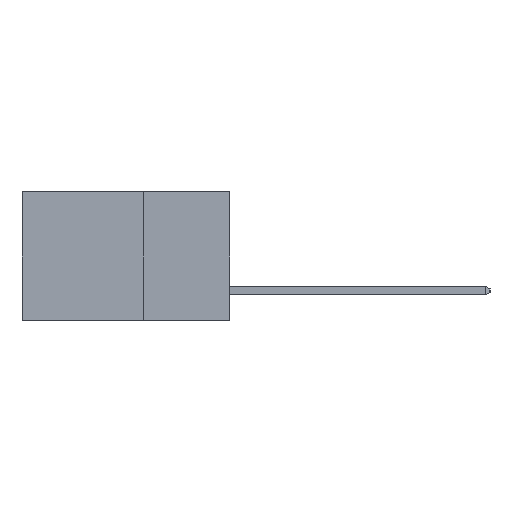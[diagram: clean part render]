
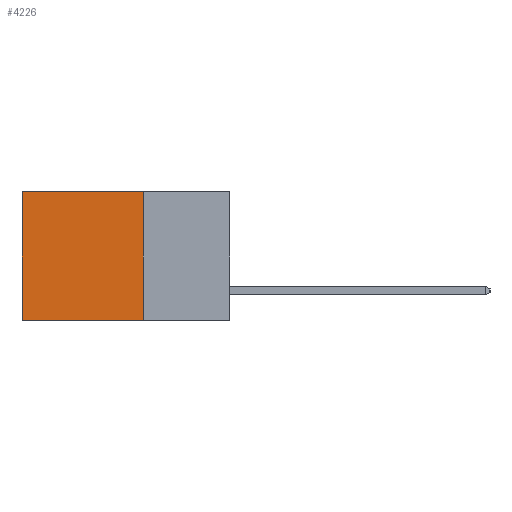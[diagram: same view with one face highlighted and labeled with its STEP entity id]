
A CAD part, left-side view. The second image highlights one B-rep face of the part: STEP entity #4226.
In plain terms, the highlighted planar face has unit normal (-1, 0, 0).
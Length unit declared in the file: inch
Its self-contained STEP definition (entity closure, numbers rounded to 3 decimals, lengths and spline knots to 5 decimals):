
#382 = EDGE_CURVE ( 'NONE', #8669, #5464, #1080, .T. ) ;
#797 = VECTOR ( 'NONE', #4576, 39.37008 ) ;
#846 = DIRECTION ( 'NONE',  ( 0., 1., 0. ) ) ;
#1080 = LINE ( 'NONE', #9071, #797 ) ;
#1558 = ORIENTED_EDGE ( 'NONE', *, *, #8065, .T. ) ;
#1888 = ORIENTED_EDGE ( 'NONE', *, *, #4528, .F. ) ;
#1944 = EDGE_LOOP ( 'NONE', ( #5954, #7563, #1888, #1558 ) ) ;
#2255 = CARTESIAN_POINT ( 'NONE',  ( 0.2615, 0.25, 0. ) ) ;
#3037 = EDGE_CURVE ( 'NONE', #4997, #5464, #9069, .T. ) ;
#3145 = VECTOR ( 'NONE', #846, 39.37008 ) ;
#3674 = LINE ( 'NONE', #5115, #9254 ) ;
#4226 = ADVANCED_FACE ( 'NONE', ( #7758 ), #5431, .F. ) ;
#4528 = EDGE_CURVE ( 'NONE', #9185, #4997, #3674, .T. ) ;
#4576 = DIRECTION ( 'NONE',  ( 0., 0., -1. ) ) ;
#4784 = CARTESIAN_POINT ( 'NONE',  ( 0.2615, 0.25, 0. ) ) ;
#4997 = VERTEX_POINT ( 'NONE', #8796 ) ;
#5115 = CARTESIAN_POINT ( 'NONE',  ( 0.2615, 0.25, -0.37 ) ) ;
#5127 = DIRECTION ( 'NONE',  ( 0., 0., -1. ) ) ;
#5431 = PLANE ( 'NONE',  #8552 ) ;
#5464 = VERTEX_POINT ( 'NONE', #5870 ) ;
#5475 = VECTOR ( 'NONE', #7068, 39.37008 ) ;
#5870 = CARTESIAN_POINT ( 'NONE',  ( 0.2615, 0.6, -0.37 ) ) ;
#5954 = ORIENTED_EDGE ( 'NONE', *, *, #382, .T. ) ;
#6973 = CARTESIAN_POINT ( 'NONE',  ( 0.2615, 0.6, 0. ) ) ;
#7068 = DIRECTION ( 'NONE',  ( 0., 1., 0. ) ) ;
#7563 = ORIENTED_EDGE ( 'NONE', *, *, #3037, .F. ) ;
#7758 = FACE_OUTER_BOUND ( 'NONE', #1944, .T. ) ;
#8027 = CARTESIAN_POINT ( 'NONE',  ( 0.2615, 0.25, -0.37 ) ) ;
#8065 = EDGE_CURVE ( 'NONE', #9185, #8669, #8575, .T. ) ;
#8552 = AXIS2_PLACEMENT_3D ( 'NONE', #9747, #8825, #8759 ) ;
#8575 = LINE ( 'NONE', #4784, #3145 ) ;
#8669 = VERTEX_POINT ( 'NONE', #6973 ) ;
#8759 = DIRECTION ( 'NONE',  ( 0., 0., -1. ) ) ;
#8796 = CARTESIAN_POINT ( 'NONE',  ( 0.2615, 0.25, -0.37 ) ) ;
#8825 = DIRECTION ( 'NONE',  ( 1., 0., 0. ) ) ;
#9069 = LINE ( 'NONE', #8027, #5475 ) ;
#9071 = CARTESIAN_POINT ( 'NONE',  ( 0.2615, 0.6, -0.37 ) ) ;
#9185 = VERTEX_POINT ( 'NONE', #2255 ) ;
#9254 = VECTOR ( 'NONE', #5127, 39.37008 ) ;
#9747 = CARTESIAN_POINT ( 'NONE',  ( 0.2615, 0.25, -0.37 ) ) ;
